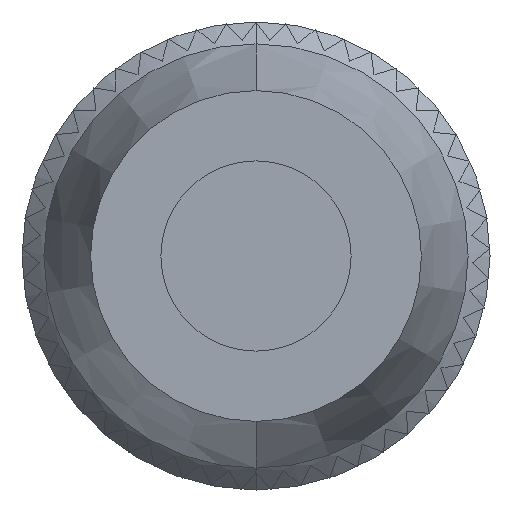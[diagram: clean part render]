
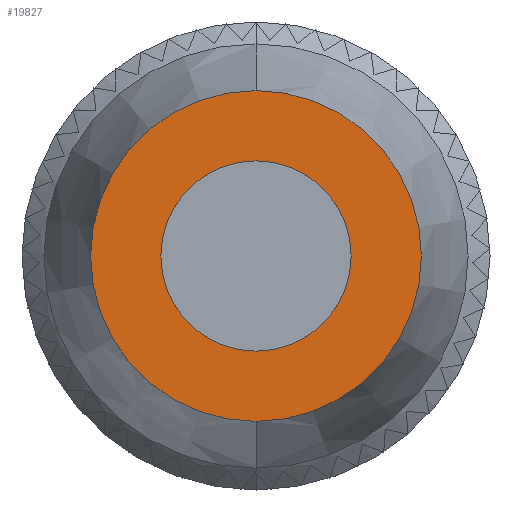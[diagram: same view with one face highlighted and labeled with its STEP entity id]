
A CAD part, front view. The second image highlights one B-rep face of the part: STEP entity #19827.
In plain terms, the highlighted planar face has unit normal (0, -1, 0).
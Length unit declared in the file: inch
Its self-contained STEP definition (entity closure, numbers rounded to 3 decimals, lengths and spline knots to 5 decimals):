
#743 = EDGE_LOOP ( 'NONE', ( #10092, #14994 ) ) ;
#1234 = CARTESIAN_POINT ( 'NONE',  ( 0., -51., 5.3 ) ) ;
#1701 = CARTESIAN_POINT ( 'NONE',  ( 0., -51., -5.3 ) ) ;
#1774 = EDGE_CURVE ( 'NONE', #19479, #2215, #5683, .T. ) ;
#2215 = VERTEX_POINT ( 'NONE', #1234 ) ;
#4020 = FACE_OUTER_BOUND ( 'NONE', #743, .T. ) ;
#4354 = EDGE_CURVE ( 'NONE', #2215, #19479, #13435, .T. ) ;
#4542 = FACE_BOUND ( 'NONE', #21173, .T. ) ;
#4549 = CIRCLE ( 'NONE', #14078, 3.05 ) ;
#5683 = CIRCLE ( 'NONE', #11996, 5.3 ) ;
#5704 = EDGE_CURVE ( 'NONE', #14656, #8955, #15061, .T. ) ;
#5850 = ORIENTED_EDGE ( 'NONE', *, *, #17352, .F. ) ;
#7260 = PLANE ( 'NONE',  #9547 ) ;
#8263 = DIRECTION ( 'NONE',  ( 0., -1., 0. ) ) ;
#8513 = CARTESIAN_POINT ( 'NONE',  ( 0., -51., 3.05 ) ) ;
#8920 = DIRECTION ( 'NONE',  ( 0., 0., 1. ) ) ;
#8955 = VERTEX_POINT ( 'NONE', #8513 ) ;
#9058 = CARTESIAN_POINT ( 'NONE',  ( 0., -51., 0. ) ) ;
#9280 = DIRECTION ( 'NONE',  ( 0., -1., 0. ) ) ;
#9547 = AXIS2_PLACEMENT_3D ( 'NONE', #15480, #13828, #8920 ) ;
#9674 = CARTESIAN_POINT ( 'NONE',  ( 0., -51., 0. ) ) ;
#10092 = ORIENTED_EDGE ( 'NONE', *, *, #4354, .T. ) ;
#10436 = ORIENTED_EDGE ( 'NONE', *, *, #5704, .F. ) ;
#10731 = DIRECTION ( 'NONE',  ( 0., 0., -1. ) ) ;
#11333 = DIRECTION ( 'NONE',  ( 0., 0., -1. ) ) ;
#11996 = AXIS2_PLACEMENT_3D ( 'NONE', #18156, #8263, #19799 ) ;
#13435 = CIRCLE ( 'NONE', #18952, 5.3 ) ;
#13696 = AXIS2_PLACEMENT_3D ( 'NONE', #19174, #9280, #20788 ) ;
#13828 = DIRECTION ( 'NONE',  ( 0., 1., 0. ) ) ;
#14078 = AXIS2_PLACEMENT_3D ( 'NONE', #9058, #20576, #10731 ) ;
#14656 = VERTEX_POINT ( 'NONE', #15206 ) ;
#14994 = ORIENTED_EDGE ( 'NONE', *, *, #1774, .T. ) ;
#15061 = CIRCLE ( 'NONE', #13696, 3.05 ) ;
#15206 = CARTESIAN_POINT ( 'NONE',  ( 0., -51., -3.05 ) ) ;
#15480 = CARTESIAN_POINT ( 'NONE',  ( 0., -51., 0. ) ) ;
#17352 = EDGE_CURVE ( 'NONE', #8955, #14656, #4549, .T. ) ;
#18156 = CARTESIAN_POINT ( 'NONE',  ( 0., -51., 0. ) ) ;
#18952 = AXIS2_PLACEMENT_3D ( 'NONE', #9674, #21176, #11333 ) ;
#19174 = CARTESIAN_POINT ( 'NONE',  ( 0., -51., 0. ) ) ;
#19479 = VERTEX_POINT ( 'NONE', #1701 ) ;
#19799 = DIRECTION ( 'NONE',  ( 0., 0., -1. ) ) ;
#19827 = ADVANCED_FACE ( 'NONE', ( #4542, #4020 ), #7260, .F. ) ;
#20576 = DIRECTION ( 'NONE',  ( 0., -1., 0. ) ) ;
#20788 = DIRECTION ( 'NONE',  ( 0., 0., -1. ) ) ;
#21173 = EDGE_LOOP ( 'NONE', ( #10436, #5850 ) ) ;
#21176 = DIRECTION ( 'NONE',  ( 0., -1., 0. ) ) ;
